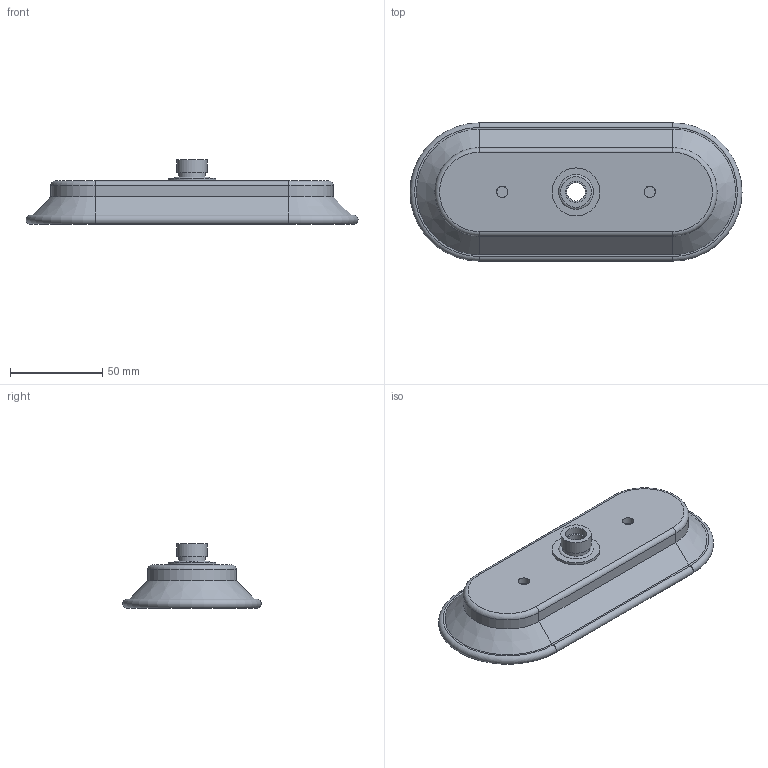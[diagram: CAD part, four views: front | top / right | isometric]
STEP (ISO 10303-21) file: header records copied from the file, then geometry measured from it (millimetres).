
FILE_DESCRIPTION( ( 'Unknown' ), '1' );
FILE_NAME( '0110367.stp', 'Unknown', ( 'Unknown' ), ( 'Unknown' ), 'XStep 1.0', 'Unknown', ' ' );
FILE_SCHEMA( ( 'CONFIG_CONTROL_DESIGN' ) );
Length unit declared in the file: millimetre
Products named in the file (1): 0108278
Bounding box: 180 x 75 x 35 mm (x, y, z)
Volume: 145691.5 mm3; surface area: 34493.2 mm2
Topology: 1 solids, 1 shells, 98 faces, 231 edges, 149 vertices
Faces by surface type: plane 50, cylinder 37, torus 7, cone 4
Full cylindrical faces by diameter (mm): 6 x2, 6.2 x2, 10 x1, 11.5 x1, 14.231 x1, 14.5 x1, 16.66 x1, 20 x1, 26 x1
Entity records: 2745 total; most frequent: DIRECTION 502, CARTESIAN_POINT 451, ORIENTED_EDGE 422, EDGE_CURVE 211, AXIS2_PLACEMENT_3D 192, VERTEX_POINT 141, EDGE_LOOP 126, LINE 118
